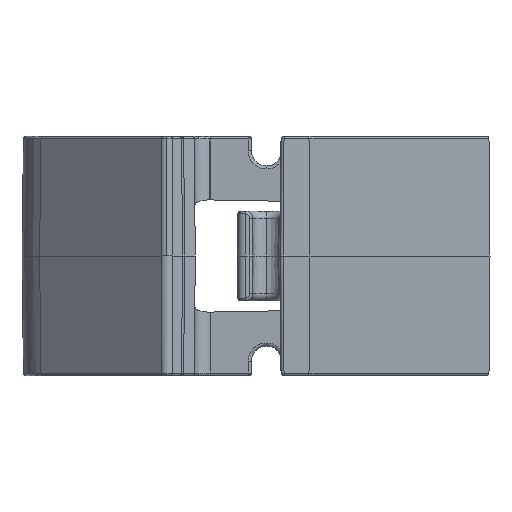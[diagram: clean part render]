
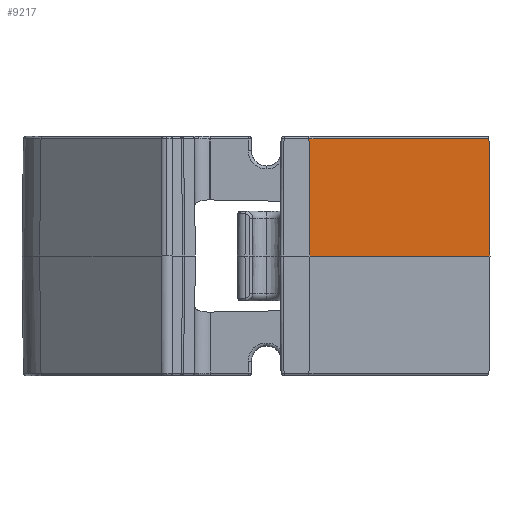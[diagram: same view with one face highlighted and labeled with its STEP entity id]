
A CAD part, left-side view. The second image highlights one B-rep face of the part: STEP entity #9217.
In plain terms, the highlighted planar face has unit normal (-0.999, 0.035, 0.009).
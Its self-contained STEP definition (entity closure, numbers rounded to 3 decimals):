
#219 = EDGE_CURVE ( 'NONE', #3689, #9374, #3732, .T. ) ;
#231 = DIRECTION ( 'NONE',  ( -0.009, -0.009, -1. ) ) ;
#290 = VERTEX_POINT ( 'NONE', #953 ) ;
#719 = LINE ( 'NONE', #10698, #8340 ) ;
#953 = CARTESIAN_POINT ( 'NONE',  ( -16.229, 0.068, 7.802 ) ) ;
#1265 = CARTESIAN_POINT ( 'NONE',  ( -16.299, 0.001, 0.147 ) ) ;
#1396 = ORIENTED_EDGE ( 'NONE', *, *, #5980, .T. ) ;
#2029 = EDGE_CURVE ( 'NONE', #290, #4022, #6943, .T. ) ;
#2152 = ORIENTED_EDGE ( 'NONE', *, *, #12249, .T. ) ;
#2290 = DIRECTION ( 'NONE',  ( -0.009, -0.009, -1. ) ) ;
#2403 = AXIS2_PLACEMENT_3D ( 'NONE', #10825, #4953, #11811 ) ;
#3597 = CARTESIAN_POINT ( 'NONE',  ( -16.3, 0., 0. ) ) ;
#3689 = VERTEX_POINT ( 'NONE', #12061 ) ;
#3719 = VECTOR ( 'NONE', #2290, 1000. ) ;
#3732 = LINE ( 'NONE', #4226, #4360 ) ;
#4022 = VERTEX_POINT ( 'NONE', #12708 ) ;
#4226 = CARTESIAN_POINT ( 'NONE',  ( -15.881, 12., -0.013 ) ) ;
#4360 = VECTOR ( 'NONE', #231, 1000. ) ;
#4827 = DIRECTION ( 'NONE',  ( 0.035, 0.999, 0. ) ) ;
#4953 = DIRECTION ( 'NONE',  ( -0.999, 0.035, 0.009 ) ) ;
#5980 = EDGE_CURVE ( 'NONE', #9374, #4022, #8811, .T. ) ;
#6213 = VECTOR ( 'NONE', #9380, 1000. ) ;
#6943 = LINE ( 'NONE', #1265, #3719 ) ;
#8340 = VECTOR ( 'NONE', #4827, 1000. ) ;
#8811 = LINE ( 'NONE', #3597, #6213 ) ;
#9099 = EDGE_LOOP ( 'NONE', ( #11166, #2152, #11373, #1396 ) ) ;
#9193 = CARTESIAN_POINT ( 'NONE',  ( -15.881, 12., 0. ) ) ;
#9217 = ADVANCED_FACE ( 'NONE', ( #9648 ), #9841, .T. ) ;
#9374 = VERTEX_POINT ( 'NONE', #9193 ) ;
#9380 = DIRECTION ( 'NONE',  ( -0.035, -0.999, 0. ) ) ;
#9648 = FACE_OUTER_BOUND ( 'NONE', #9099, .T. ) ;
#9841 = PLANE ( 'NONE',  #2403 ) ;
#10698 = CARTESIAN_POINT ( 'NONE',  ( -15.81, 12.07, 7.802 ) ) ;
#10825 = CARTESIAN_POINT ( 'NONE',  ( -16.3, 0., 0. ) ) ;
#11166 = ORIENTED_EDGE ( 'NONE', *, *, #2029, .F. ) ;
#11373 = ORIENTED_EDGE ( 'NONE', *, *, #219, .T. ) ;
#11811 = DIRECTION ( 'NONE',  ( -0.035, -0.999, 0. ) ) ;
#12061 = CARTESIAN_POINT ( 'NONE',  ( -15.81, 12.068, 7.802 ) ) ;
#12249 = EDGE_CURVE ( 'NONE', #290, #3689, #719, .T. ) ;
#12708 = CARTESIAN_POINT ( 'NONE',  ( -16.3, 0., 0. ) ) ;
